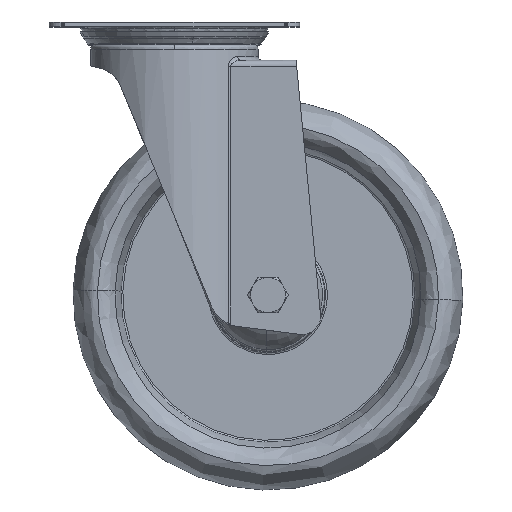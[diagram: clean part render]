
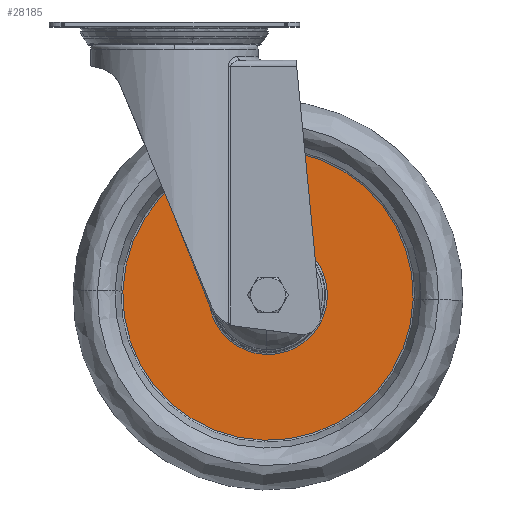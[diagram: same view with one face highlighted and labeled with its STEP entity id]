
A CAD part, top view. The second image highlights one B-rep face of the part: STEP entity #28185.
In plain terms, the highlighted planar face has unit normal (0, 0, 1).
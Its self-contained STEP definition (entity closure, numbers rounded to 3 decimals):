
#351 = EDGE_LOOP ( 'NONE', ( #2778, #28657 ) ) ;
#1785 = DIRECTION ( 'NONE',  ( 0., 0., 1. ) ) ;
#1870 = EDGE_CURVE ( 'NONE', #33913, #28179, #18017, .T. ) ;
#2778 = ORIENTED_EDGE ( 'NONE', *, *, #29089, .T. ) ;
#4751 = CARTESIAN_POINT ( 'NONE',  ( 38.777, -132.192, -61.116 ) ) ;
#5309 = DIRECTION ( 'NONE',  ( 0.027, 1., 0. ) ) ;
#5529 = CARTESIAN_POINT ( 'NONE',  ( 38.777, -132.192, -61.116 ) ) ;
#7387 = DIRECTION ( 'NONE',  ( 0.027, 1., 0. ) ) ;
#8342 = AXIS2_PLACEMENT_3D ( 'NONE', #26957, #18902, #26589 ) ;
#8770 = AXIS2_PLACEMENT_3D ( 'NONE', #13596, #29416, #5309 ) ;
#10340 = ORIENTED_EDGE ( 'NONE', *, *, #19321, .F. ) ;
#11457 = CARTESIAN_POINT ( 'NONE',  ( 39.602, -101.707, -61.116 ) ) ;
#11928 = CARTESIAN_POINT ( 'NONE',  ( 36.76, -206.641, -61.116 ) ) ;
#12246 = AXIS2_PLACEMENT_3D ( 'NONE', #31981, #15660, #15839 ) ;
#13596 = CARTESIAN_POINT ( 'NONE',  ( 38.777, -132.192, -61.116 ) ) ;
#13817 = DIRECTION ( 'NONE',  ( 0.027, 1., 0. ) ) ;
#15660 = DIRECTION ( 'NONE',  ( 0., 0., 1. ) ) ;
#15839 = DIRECTION ( 'NONE',  ( 0.027, 1., 0. ) ) ;
#16027 = EDGE_LOOP ( 'NONE', ( #22494, #10340 ) ) ;
#18017 = CIRCLE ( 'NONE', #22463, 30.497 ) ;
#18902 = DIRECTION ( 'NONE',  ( 0., 0., -1. ) ) ;
#19321 = EDGE_CURVE ( 'NONE', #28179, #33913, #27765, .T. ) ;
#21127 = CIRCLE ( 'NONE', #8770, 74.476 ) ;
#21206 = CIRCLE ( 'NONE', #12246, 74.476 ) ;
#22148 = CARTESIAN_POINT ( 'NONE',  ( 40.793, -57.743, -61.116 ) ) ;
#22255 = FACE_BOUND ( 'NONE', #16027, .T. ) ;
#22463 = AXIS2_PLACEMENT_3D ( 'NONE', #4751, #1785, #7387 ) ;
#22494 = ORIENTED_EDGE ( 'NONE', *, *, #1870, .F. ) ;
#22745 = VERTEX_POINT ( 'NONE', #22148 ) ;
#24260 = EDGE_CURVE ( 'NONE', #34402, #22745, #21127, .T. ) ;
#26589 = DIRECTION ( 'NONE',  ( -0.027, -1., 0. ) ) ;
#26613 = AXIS2_PLACEMENT_3D ( 'NONE', #5529, #26980, #13817 ) ;
#26957 = CARTESIAN_POINT ( 'NONE',  ( -35.672, -130.176, -61.116 ) ) ;
#26980 = DIRECTION ( 'NONE',  ( 0., 0., 1. ) ) ;
#27765 = CIRCLE ( 'NONE', #26613, 30.497 ) ;
#28179 = VERTEX_POINT ( 'NONE', #30194 ) ;
#28185 = ADVANCED_FACE ( 'NONE', ( #22255, #30015 ), #29835, .F. ) ;
#28657 = ORIENTED_EDGE ( 'NONE', *, *, #24260, .T. ) ;
#29089 = EDGE_CURVE ( 'NONE', #22745, #34402, #21206, .T. ) ;
#29416 = DIRECTION ( 'NONE',  ( 0., 0., 1. ) ) ;
#29835 = PLANE ( 'NONE',  #8342 ) ;
#30015 = FACE_OUTER_BOUND ( 'NONE', #351, .T. ) ;
#30194 = CARTESIAN_POINT ( 'NONE',  ( 37.951, -162.678, -61.116 ) ) ;
#31981 = CARTESIAN_POINT ( 'NONE',  ( 38.777, -132.192, -61.116 ) ) ;
#33913 = VERTEX_POINT ( 'NONE', #11457 ) ;
#34402 = VERTEX_POINT ( 'NONE', #11928 ) ;
